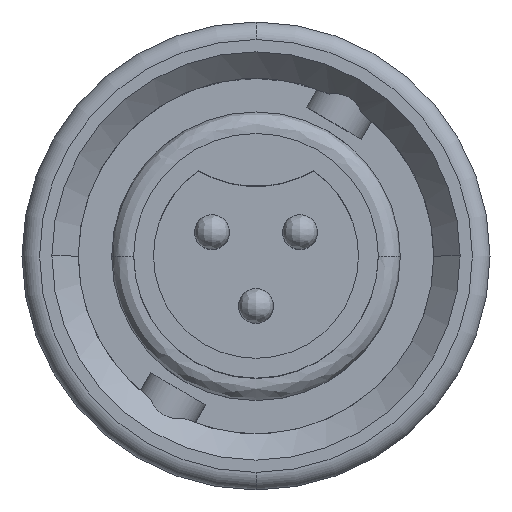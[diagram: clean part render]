
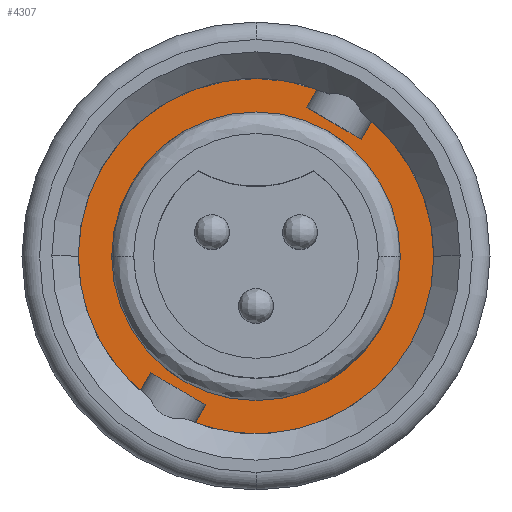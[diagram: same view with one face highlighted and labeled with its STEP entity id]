
A CAD part, top view. The second image highlights one B-rep face of the part: STEP entity #4307.
In plain terms, the highlighted planar face has unit normal (0, 0, 1).
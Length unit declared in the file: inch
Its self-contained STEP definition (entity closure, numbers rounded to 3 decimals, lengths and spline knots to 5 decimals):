
#138 = VERTEX_POINT ( 'NONE', #4377 ) ;
#255 = VECTOR ( 'NONE', #6424, 39.37008 ) ;
#305 = AXIS2_PLACEMENT_3D ( 'NONE', #1789, #1782, #1777 ) ;
#429 = ORIENTED_EDGE ( 'NONE', *, *, #1564, .T. ) ;
#479 = ORIENTED_EDGE ( 'NONE', *, *, #4624, .T. ) ;
#526 = CARTESIAN_POINT ( 'NONE',  ( 0.11951, 0.13281, 0.61 ) ) ;
#793 = LINE ( 'NONE', #2059, #255 ) ;
#908 = AXIS2_PLACEMENT_3D ( 'NONE', #5983, #2845, #6005 ) ;
#933 = EDGE_LOOP ( 'NONE', ( #429, #5024, #2397, #2856, #4627, #6257, #2110, #3574, #2494 ) ) ;
#941 = VERTEX_POINT ( 'NONE', #3456 ) ;
#947 = LINE ( 'NONE', #4525, #4872 ) ;
#1053 = VERTEX_POINT ( 'NONE', #6149 ) ;
#1083 = DIRECTION ( 'NONE',  ( 0., 0., -1. ) ) ;
#1091 = EDGE_CURVE ( 'NONE', #941, #4744, #4299, .T. ) ;
#1124 = AXIS2_PLACEMENT_3D ( 'NONE', #3028, #5267, #2123 ) ;
#1151 = EDGE_CURVE ( 'NONE', #3910, #941, #793, .T. ) ;
#1156 = CARTESIAN_POINT ( 'NONE',  ( 0., 0., 0.61 ) ) ;
#1318 = CARTESIAN_POINT ( 'NONE',  ( -0.11951, -0.13281, 0.61 ) ) ;
#1352 = DIRECTION ( 'NONE',  ( -0.505, -0.863, 0. ) ) ;
#1360 = VERTEX_POINT ( 'NONE', #5292 ) ;
#1365 = LINE ( 'NONE', #6559, #6124 ) ;
#1401 = DIRECTION ( 'NONE',  ( 0.863, -0.505, 0. ) ) ;
#1479 = EDGE_CURVE ( 'NONE', #1360, #3141, #4293, .T. ) ;
#1564 = EDGE_CURVE ( 'NONE', #2908, #3910, #5431, .T. ) ;
#1627 = DIRECTION ( 'NONE',  ( 0., 0., -1. ) ) ;
#1678 = CIRCLE ( 'NONE', #6179, 0.16336 ) ;
#1747 = VERTEX_POINT ( 'NONE', #5547 ) ;
#1777 = DIRECTION ( 'NONE',  ( 1., 0., 0. ) ) ;
#1782 = DIRECTION ( 'NONE',  ( 0., 0., 1. ) ) ;
#1789 = CARTESIAN_POINT ( 'NONE',  ( 0., 0., 0.61 ) ) ;
#1867 = EDGE_CURVE ( 'NONE', #5051, #2908, #6691, .T. ) ;
#2059 = CARTESIAN_POINT ( 'NONE',  ( 0.11951, 0.13281, 0.61 ) ) ;
#2110 = ORIENTED_EDGE ( 'NONE', *, *, #5595, .T. ) ;
#2123 = DIRECTION ( 'NONE',  ( 1., 0., 0. ) ) ;
#2125 = CIRCLE ( 'NONE', #2560, 0.16336 ) ;
#2358 = CARTESIAN_POINT ( 'NONE',  ( 0.05738, 0.1692, 0.61 ) ) ;
#2397 = ORIENTED_EDGE ( 'NONE', *, *, #1091, .T. ) ;
#2418 = CIRCLE ( 'NONE', #908, 0.202 ) ;
#2494 = ORIENTED_EDGE ( 'NONE', *, *, #1867, .T. ) ;
#2560 = AXIS2_PLACEMENT_3D ( 'NONE', #1156, #1083, #4635 ) ;
#2569 = EDGE_CURVE ( 'NONE', #1053, #1747, #2125, .T. ) ;
#2733 = VECTOR ( 'NONE', #4478, 39.37008 ) ;
#2786 = CARTESIAN_POINT ( 'NONE',  ( 0.13152, 0.15332, 0.61 ) ) ;
#2845 = DIRECTION ( 'NONE',  ( 0., 0., 1. ) ) ;
#2856 = ORIENTED_EDGE ( 'NONE', *, *, #6634, .T. ) ;
#2908 = VERTEX_POINT ( 'NONE', #4466 ) ;
#2909 = VECTOR ( 'NONE', #5357, 39.37008 ) ;
#3028 = CARTESIAN_POINT ( 'NONE',  ( 0., 0., 0.61 ) ) ;
#3034 = CARTESIAN_POINT ( 'NONE',  ( -0.13885, -0.16584, 0.61 ) ) ;
#3141 = VERTEX_POINT ( 'NONE', #1318 ) ;
#3225 = EDGE_CURVE ( 'NONE', #138, #5051, #2418, .T. ) ;
#3261 = EDGE_CURVE ( 'NONE', #3141, #5027, #947, .T. ) ;
#3456 = CARTESIAN_POINT ( 'NONE',  ( 0.05738, 0.1692, 0.61 ) ) ;
#3490 = CIRCLE ( 'NONE', #305, 0.202 ) ;
#3574 = ORIENTED_EDGE ( 'NONE', *, *, #3225, .T. ) ;
#3910 = VERTEX_POINT ( 'NONE', #526 ) ;
#4003 = CARTESIAN_POINT ( 'NONE',  ( 0.06939, 0.18971, 0.61 ) ) ;
#4113 = AXIS2_PLACEMENT_3D ( 'NONE', #4937, #4928, #4923 ) ;
#4293 = LINE ( 'NONE', #3034, #2733 ) ;
#4299 = LINE ( 'NONE', #2358, #2909 ) ;
#4307 = ADVANCED_FACE ( 'NONE', ( #6208, #4493 ), #4546, .T. ) ;
#4377 = CARTESIAN_POINT ( 'NONE',  ( -0.06939, -0.18971, 0.61 ) ) ;
#4466 = CARTESIAN_POINT ( 'NONE',  ( 0.13152, 0.15332, 0.61 ) ) ;
#4478 = DIRECTION ( 'NONE',  ( 0.505, 0.863, 0. ) ) ;
#4493 = FACE_BOUND ( 'NONE', #6045, .T. ) ;
#4525 = CARTESIAN_POINT ( 'NONE',  ( -0.11951, -0.13281, 0.61 ) ) ;
#4546 = PLANE ( 'NONE',  #1124 ) ;
#4624 = EDGE_CURVE ( 'NONE', #1747, #1053, #1678, .T. ) ;
#4627 = ORIENTED_EDGE ( 'NONE', *, *, #1479, .T. ) ;
#4635 = DIRECTION ( 'NONE',  ( -1., 0., 0. ) ) ;
#4744 = VERTEX_POINT ( 'NONE', #4003 ) ;
#4768 = DIRECTION ( 'NONE',  ( -1., 0., 0. ) ) ;
#4872 = VECTOR ( 'NONE', #1401, 39.37008 ) ;
#4923 = DIRECTION ( 'NONE',  ( 1., 0., 0. ) ) ;
#4928 = DIRECTION ( 'NONE',  ( 0., 0., 1. ) ) ;
#4937 = CARTESIAN_POINT ( 'NONE',  ( 0., 0., 0.61 ) ) ;
#5024 = ORIENTED_EDGE ( 'NONE', *, *, #1151, .T. ) ;
#5027 = VERTEX_POINT ( 'NONE', #6674 ) ;
#5051 = VERTEX_POINT ( 'NONE', #5365 ) ;
#5267 = DIRECTION ( 'NONE',  ( 0., 0., 1. ) ) ;
#5290 = CARTESIAN_POINT ( 'NONE',  ( 0., 0., 0.61 ) ) ;
#5292 = CARTESIAN_POINT ( 'NONE',  ( -0.13152, -0.15332, 0.61 ) ) ;
#5357 = DIRECTION ( 'NONE',  ( 0.505, 0.863, 0. ) ) ;
#5365 = CARTESIAN_POINT ( 'NONE',  ( 0.202, 0., 0.61 ) ) ;
#5431 = LINE ( 'NONE', #2786, #6410 ) ;
#5547 = CARTESIAN_POINT ( 'NONE',  ( 0.16336, 0., 0.61 ) ) ;
#5595 = EDGE_CURVE ( 'NONE', #5027, #138, #1365, .T. ) ;
#5613 = ORIENTED_EDGE ( 'NONE', *, *, #2569, .T. ) ;
#5983 = CARTESIAN_POINT ( 'NONE',  ( 0., 0., 0.61 ) ) ;
#6005 = DIRECTION ( 'NONE',  ( 1., 0., 0. ) ) ;
#6045 = EDGE_LOOP ( 'NONE', ( #5613, #479 ) ) ;
#6124 = VECTOR ( 'NONE', #1352, 39.37008 ) ;
#6149 = CARTESIAN_POINT ( 'NONE',  ( -0.16336, 0., 0.61 ) ) ;
#6179 = AXIS2_PLACEMENT_3D ( 'NONE', #5290, #1627, #4768 ) ;
#6208 = FACE_OUTER_BOUND ( 'NONE', #933, .T. ) ;
#6257 = ORIENTED_EDGE ( 'NONE', *, *, #3261, .T. ) ;
#6410 = VECTOR ( 'NONE', #6617, 39.37008 ) ;
#6424 = DIRECTION ( 'NONE',  ( -0.863, 0.505, 0. ) ) ;
#6559 = CARTESIAN_POINT ( 'NONE',  ( -0.05738, -0.1692, 0.61 ) ) ;
#6617 = DIRECTION ( 'NONE',  ( -0.505, -0.863, 0. ) ) ;
#6634 = EDGE_CURVE ( 'NONE', #4744, #1360, #3490, .T. ) ;
#6674 = CARTESIAN_POINT ( 'NONE',  ( -0.05738, -0.1692, 0.61 ) ) ;
#6691 = CIRCLE ( 'NONE', #4113, 0.202 ) ;
